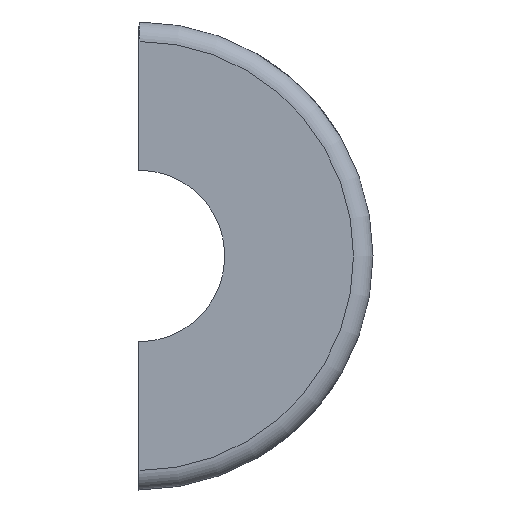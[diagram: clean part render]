
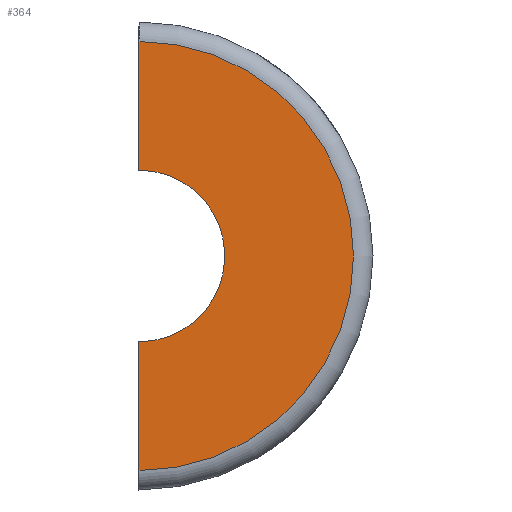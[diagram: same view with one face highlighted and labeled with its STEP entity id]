
A CAD part, left-side view. The second image highlights one B-rep face of the part: STEP entity #364.
In plain terms, the highlighted planar face has unit normal (-1, 0, 0).
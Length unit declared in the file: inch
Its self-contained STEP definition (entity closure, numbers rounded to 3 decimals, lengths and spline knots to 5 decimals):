
#51=LINE('',#587,#67);
#52=LINE('',#590,#68);
#67=VECTOR('',#471,0.3937);
#68=VECTOR('',#474,0.3937);
#83=PLANE('',#412);
#94=FACE_OUTER_BOUND('',#118,.T.);
#118=EDGE_LOOP('',(#273,#274,#275,#276));
#162=CIRCLE('',#409,1.375);
#165=CIRCLE('',#413,0.55);
#188=VERTEX_POINT('',#578);
#189=VERTEX_POINT('',#580);
#191=VERTEX_POINT('',#586);
#192=VERTEX_POINT('',#588);
#224=EDGE_CURVE('',#188,#189,#162,.T.);
#227=EDGE_CURVE('',#188,#191,#51,.T.);
#228=EDGE_CURVE('',#191,#192,#165,.T.);
#229=EDGE_CURVE('',#192,#189,#52,.T.);
#273=ORIENTED_EDGE('',*,*,#224,.F.);
#274=ORIENTED_EDGE('',*,*,#227,.T.);
#275=ORIENTED_EDGE('',*,*,#228,.T.);
#276=ORIENTED_EDGE('',*,*,#229,.T.);
#364=ADVANCED_FACE('',(#94),#83,.F.);
#409=AXIS2_PLACEMENT_3D('',#581,#463,#464);
#412=AXIS2_PLACEMENT_3D('',#585,#469,#470);
#413=AXIS2_PLACEMENT_3D('',#589,#472,#473);
#463=DIRECTION('center_axis',(1.,0.,0.));
#464=DIRECTION('ref_axis',(0.,-1.,0.));
#469=DIRECTION('center_axis',(1.,0.,0.));
#470=DIRECTION('ref_axis',(0.,0.,-1.));
#471=DIRECTION('',(0.,0.,-1.));
#472=DIRECTION('center_axis',(1.,0.,0.));
#473=DIRECTION('ref_axis',(0.,0.,-1.));
#474=DIRECTION('',(0.,0.,-1.));
#578=CARTESIAN_POINT('',(-2.98425,0.,1.375));
#580=CARTESIAN_POINT('',(-2.98425,0.,-1.375));
#581=CARTESIAN_POINT('Origin',(-2.98425,0.,0.));
#585=CARTESIAN_POINT('Origin',(-2.98425,-0.5689,0.));
#586=CARTESIAN_POINT('',(-2.98425,0.,0.55));
#587=CARTESIAN_POINT('',(-2.98425,0.,0.55));
#588=CARTESIAN_POINT('',(-2.98425,0.,-0.55));
#589=CARTESIAN_POINT('Origin',(-2.98425,0.,0.));
#590=CARTESIAN_POINT('',(-2.98425,0.,-1.5));
